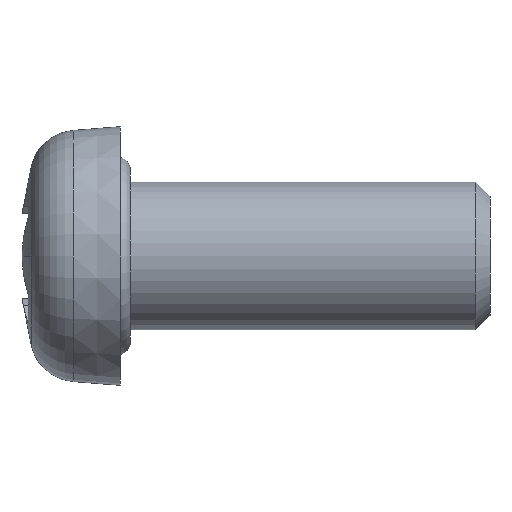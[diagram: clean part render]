
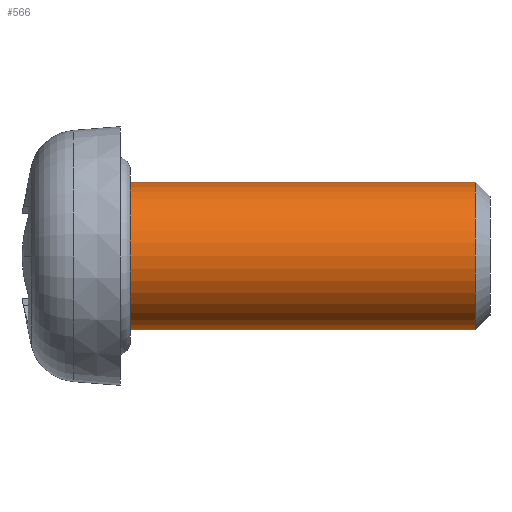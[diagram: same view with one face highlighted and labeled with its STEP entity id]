
A CAD part, front view. The second image highlights one B-rep face of the part: STEP entity #566.
In plain terms, the highlighted cylindrical face has radius 3 mm (diameter 6 mm), a partial arc.
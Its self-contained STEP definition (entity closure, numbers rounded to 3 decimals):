
#3 = CARTESIAN_POINT ( 'NONE',  ( -0.6, 0., -3. ) ) ;
#18 = AXIS2_PLACEMENT_3D ( 'NONE', #585, #1283, #680 ) ;
#43 = EDGE_CURVE ( 'NONE', #177, #1289, #318, .T. ) ;
#117 = DIRECTION ( 'NONE',  ( 0., 0., -1. ) ) ;
#177 = VERTEX_POINT ( 'NONE', #785 ) ;
#179 = CARTESIAN_POINT ( 'NONE',  ( -0.6, 0., 3. ) ) ;
#197 = DIRECTION ( 'NONE',  ( -1., 0., 0. ) ) ;
#272 = VERTEX_POINT ( 'NONE', #604 ) ;
#318 = LINE ( 'NONE', #629, #545 ) ;
#440 = ORIENTED_EDGE ( 'NONE', *, *, #1199, .F. ) ;
#446 = CYLINDRICAL_SURFACE ( 'NONE', #18, 3. ) ;
#489 = DIRECTION ( 'NONE',  ( 0., 0., -1. ) ) ;
#545 = VECTOR ( 'NONE', #1067, 1000. ) ;
#556 = LINE ( 'NONE', #918, #781 ) ;
#566 = ADVANCED_FACE ( 'NONE', ( #1223 ), #446, .T. ) ;
#573 = AXIS2_PLACEMENT_3D ( 'NONE', #900, #197, #117 ) ;
#585 = CARTESIAN_POINT ( 'NONE',  ( 15., 0., 0. ) ) ;
#600 = EDGE_CURVE ( 'NONE', #272, #177, #682, .T. ) ;
#601 = DIRECTION ( 'NONE',  ( 1., 0., 0. ) ) ;
#604 = CARTESIAN_POINT ( 'NONE',  ( 14.4, 0., -3. ) ) ;
#629 = CARTESIAN_POINT ( 'NONE',  ( 15., 0., 3. ) ) ;
#680 = DIRECTION ( 'NONE',  ( 0., 0., 1. ) ) ;
#682 = CIRCLE ( 'NONE', #573, 3. ) ;
#781 = VECTOR ( 'NONE', #895, 1000. ) ;
#785 = CARTESIAN_POINT ( 'NONE',  ( 14.4, 0., 3. ) ) ;
#796 = ORIENTED_EDGE ( 'NONE', *, *, #43, .T. ) ;
#895 = DIRECTION ( 'NONE',  ( -1., 0., 0. ) ) ;
#900 = CARTESIAN_POINT ( 'NONE',  ( 14.4, 0., 0. ) ) ;
#918 = CARTESIAN_POINT ( 'NONE',  ( 15., 0., -3. ) ) ;
#1000 = VERTEX_POINT ( 'NONE', #3 ) ;
#1011 = ORIENTED_EDGE ( 'NONE', *, *, #1111, .T. ) ;
#1067 = DIRECTION ( 'NONE',  ( -1., 0., 0. ) ) ;
#1070 = CARTESIAN_POINT ( 'NONE',  ( -0.6, 0., 0. ) ) ;
#1097 = CIRCLE ( 'NONE', #1104, 3. ) ;
#1104 = AXIS2_PLACEMENT_3D ( 'NONE', #1070, #601, #489 ) ;
#1111 = EDGE_CURVE ( 'NONE', #1289, #1000, #1097, .T. ) ;
#1115 = ORIENTED_EDGE ( 'NONE', *, *, #600, .T. ) ;
#1199 = EDGE_CURVE ( 'NONE', #272, #1000, #556, .T. ) ;
#1223 = FACE_OUTER_BOUND ( 'NONE', #1257, .T. ) ;
#1257 = EDGE_LOOP ( 'NONE', ( #440, #1115, #796, #1011 ) ) ;
#1283 = DIRECTION ( 'NONE',  ( -1., 0., 0. ) ) ;
#1289 = VERTEX_POINT ( 'NONE', #179 ) ;
